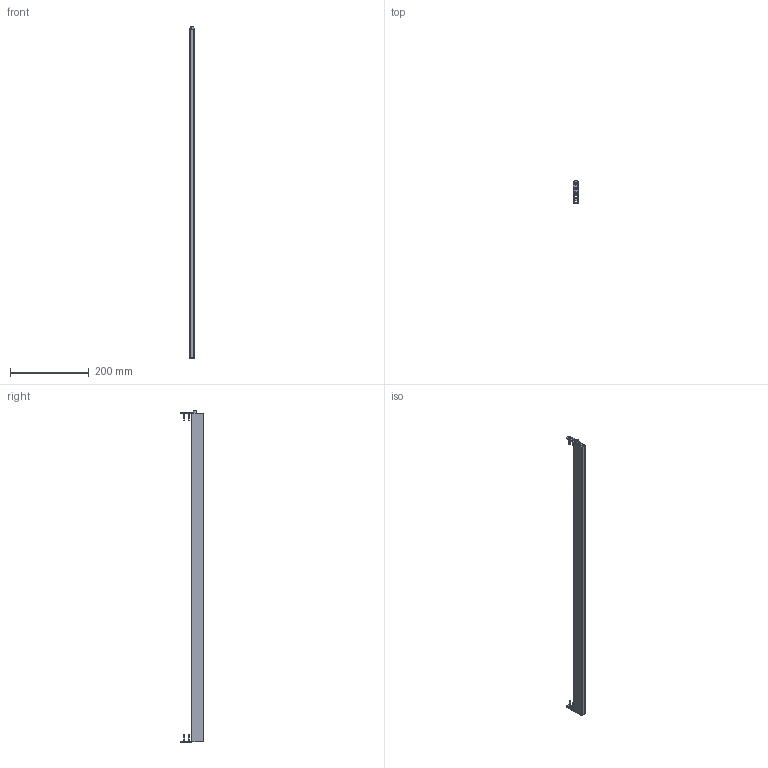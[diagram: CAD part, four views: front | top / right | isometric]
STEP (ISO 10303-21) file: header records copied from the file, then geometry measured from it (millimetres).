
FILE_DESCRIPTION (( 'STEP AP203' ), '1' );
FILE_NAME ('HS835.STEP', '2024-12-31T07:43:45', ( '' ), ( '' ), 'SwSTEP 2.0', 'SolidWorks 2023', '' );
FILE_SCHEMA (( 'CONFIG_CONTROL_DESIGN' ));
Length unit declared in the file: millimetre
Products named in the file (6): Haltewinkel_HS_01; HS835; Aussengehäuse_HS_835; Betätigungsteil_HS; Schraube d3x20_01; Innengeometrie_HS_835
Assembly tree (9 placements, depth 2):
  HS835
    Aussengehäuse_HS_835
    Betätigungsteil_HS
    Haltewinkel_HS_01  x2
    Schraube d3x20_01  x4
    Innengeometrie_HS_835
Bounding box: 13.2 x 58.03 x 841 mm (x, y, z)
Volume: 163523.8 mm3; surface area: 264276.8 mm2
Topology: 22 solids, 22 shells, 1113 faces, 3077 edges, 2036 vertices
Faces by surface type: plane 545, bspline 442, cylinder 100, cone 24, torus 2
Entity records: 42437 total; most frequent: CARTESIAN_POINT 22949, ORIENTED_EDGE 4528, DIRECTION 2652, EDGE_CURVE 2264, VERTEX_POINT 1505, VECTOR 1462, LINE 1462, EDGE_LOOP 915
